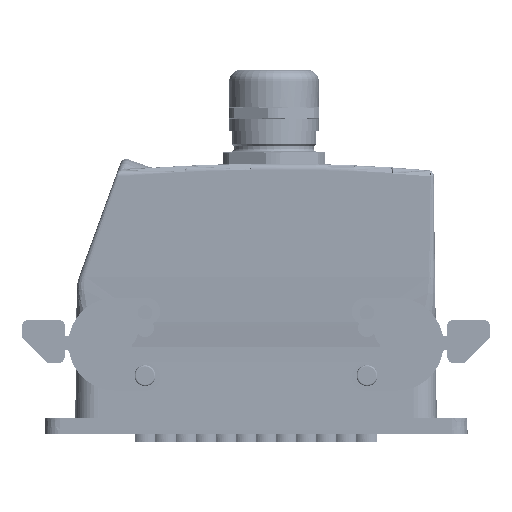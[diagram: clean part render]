
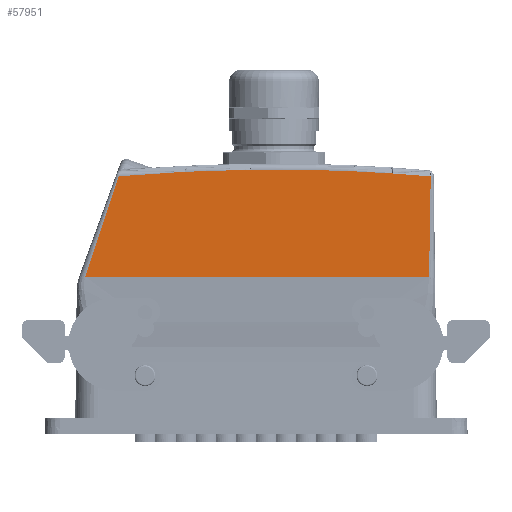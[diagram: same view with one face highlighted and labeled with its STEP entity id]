
A CAD part, left-side view. The second image highlights one B-rep face of the part: STEP entity #57951.
In plain terms, the highlighted planar face has unit normal (-1, 0, 0).
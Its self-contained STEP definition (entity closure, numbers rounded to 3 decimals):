
#57917=AXIS2_PLACEMENT_3D('Plane Axis2P3D',#57914,#57915,#57916) ;
#57934=AXIS2_PLACEMENT_3D('Circle Axis2P3D',#57932,#57933,$) ;
#57941=AXIS2_PLACEMENT_3D('Circle Axis2P3D',#57939,#57940,$) ;
#56514=CARTESIAN_POINT('Vertex',(6.75,20.304,55.215)) ;
#56565=CARTESIAN_POINT('Line Origine',(6.75,76.562,55.215)) ;
#56569=CARTESIAN_POINT('Vertex',(6.75,134.856,55.215)) ;
#57476=CARTESIAN_POINT('Vertex',(6.75,19.763,88.591)) ;
#57480=CARTESIAN_POINT('Control Point',(6.75,19.763,88.591)) ;
#57481=CARTESIAN_POINT('Control Point',(6.75,19.763,88.08)) ;
#57482=CARTESIAN_POINT('Control Point',(6.75,19.762,87.572)) ;
#57483=CARTESIAN_POINT('Control Point',(6.75,19.762,87.068)) ;
#57484=CARTESIAN_POINT('Control Point',(6.75,19.764,84.757)) ;
#57485=CARTESIAN_POINT('Control Point',(6.75,19.774,82.445)) ;
#57486=CARTESIAN_POINT('Control Point',(6.75,19.786,80.634)) ;
#57487=CARTESIAN_POINT('Control Point',(6.75,19.826,76.511)) ;
#57488=CARTESIAN_POINT('Control Point',(6.75,19.887,72.389)) ;
#57489=CARTESIAN_POINT('Control Point',(6.75,19.927,70.077)) ;
#57490=CARTESIAN_POINT('Control Point',(6.75,20.01,65.718)) ;
#57491=CARTESIAN_POINT('Control Point',(6.75,20.112,61.358)) ;
#57492=CARTESIAN_POINT('Control Point',(6.75,20.166,59.31)) ;
#57493=CARTESIAN_POINT('Control Point',(6.75,20.228,57.262)) ;
#57494=CARTESIAN_POINT('Control Point',(6.75,20.304,55.215)) ;
#57914=CARTESIAN_POINT('Axis2P3D Location',(6.75,-88.816,-22.373)) ;
#57920=CARTESIAN_POINT('Control Point',(6.75,123.699,88.638)) ;
#57921=CARTESIAN_POINT('Control Point',(6.75,123.936,87.964)) ;
#57922=CARTESIAN_POINT('Control Point',(6.75,124.173,87.291)) ;
#57923=CARTESIAN_POINT('Control Point',(6.75,124.394,86.661)) ;
#57924=CARTESIAN_POINT('Control Point',(6.75,126.72,80.001)) ;
#57925=CARTESIAN_POINT('Control Point',(6.75,128.985,73.318)) ;
#57926=CARTESIAN_POINT('Control Point',(6.75,130.959,67.286)) ;
#57927=CARTESIAN_POINT('Control Point',(6.75,132.962,61.268)) ;
#57928=CARTESIAN_POINT('Control Point',(6.75,134.856,55.215)) ;
#57929=CARTESIAN_POINT('Vertex',(6.75,123.699,88.638)) ;
#57932=CARTESIAN_POINT('Axis2P3D Location',(6.75,72.,-507.123)) ;
#57936=CARTESIAN_POINT('Vertex',(6.75,57.99,90.713)) ;
#57939=CARTESIAN_POINT('Axis2P3D Location',(6.75,72.,-507.123)) ;
#56566=DIRECTION('Vector Direction',(0.,-1.,0.)) ;
#57915=DIRECTION('Axis2P3D Direction',(-1.,0.,0.)) ;
#57916=DIRECTION('Axis2P3D XDirection',(0.,-0.317,0.949)) ;
#57933=DIRECTION('Axis2P3D Direction',(-1.,0.,0.)) ;
#57940=DIRECTION('Axis2P3D Direction',(-1.,0.,0.)) ;
#56567=VECTOR('Line Direction',#56566,1.) ;
#57945=ORIENTED_EDGE('',*,*,#57931,.F.) ;
#57946=ORIENTED_EDGE('',*,*,#56571,.T.) ;
#57947=ORIENTED_EDGE('',*,*,#57495,.T.) ;
#57948=ORIENTED_EDGE('',*,*,#57938,.F.) ;
#57949=ORIENTED_EDGE('',*,*,#57943,.F.) ;
#57951=ADVANCED_FACE('1787810000_S.1\\Hood',(#57950),#57918,.T.) ;
#57479=B_SPLINE_CURVE_WITH_KNOTS('',5,(#57480,#57481,#57482,#57483,#57484,#57485,#57486,#57487,#57488,#57489,#57490,#57491,#57492,#57493,#57494),.UNSPECIFIED.,.F.,.U.,(6,3,3,3,6),(29.318,31.823,40.882,52.446,62.692),.UNSPECIFIED.) ;
#57919=B_SPLINE_CURVE_WITH_KNOTS('',5,(#57920,#57921,#57922,#57923,#57924,#57925,#57926,#57927,#57928),.UNSPECIFIED.,.F.,.U.,(6,3,6),(0.,5.048,49.898),.UNSPECIFIED.) ;
#57935=CIRCLE('generated circle',#57934,598.) ;
#57942=CIRCLE('generated circle',#57941,598.) ;
#56571=EDGE_CURVE('',#56570,#56515,#56568,.T.) ;
#57495=EDGE_CURVE('',#56515,#57477,#57479,.F.) ;
#57931=EDGE_CURVE('',#56570,#57930,#57919,.F.) ;
#57938=EDGE_CURVE('',#57937,#57477,#57935,.F.) ;
#57943=EDGE_CURVE('',#57930,#57937,#57942,.F.) ;
#57944=EDGE_LOOP('',(#57945,#57946,#57947,#57948,#57949)) ;
#57950=FACE_OUTER_BOUND('',#57944,.T.) ;
#56568=LINE('Line',#56565,#56567) ;
#57918=PLANE('',#57917) ;
#56515=VERTEX_POINT('',#56514) ;
#56570=VERTEX_POINT('',#56569) ;
#57477=VERTEX_POINT('',#57476) ;
#57930=VERTEX_POINT('',#57929) ;
#57937=VERTEX_POINT('',#57936) ;
